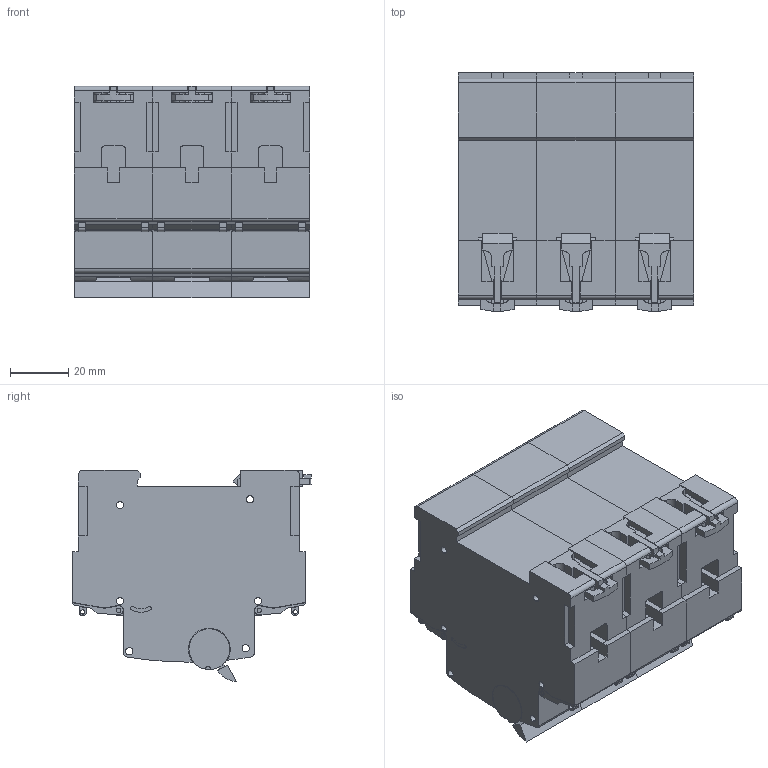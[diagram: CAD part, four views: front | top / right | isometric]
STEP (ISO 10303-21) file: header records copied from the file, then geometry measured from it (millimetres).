
FILE_DESCRIPTION (( 'STEP AP203' ), '1' );
FILE_NAME ('臍 47-100 3P EKF PROxima.STEP', '2016-11-11T13:19:49', ( '' ), ( '' ), 'SwSTEP 2.0', 'SolidWorks 2014', '' );
FILE_SCHEMA (( 'CONFIG_CONTROL_DESIGN' ));
Length unit declared in the file: millimetre
Products named in the file (4): 櫻蠉錪1; 臍 47-100 3P EKF PROxima; 臍 47-100 EKF PROxima; 櫻蠉錪2
Assembly tree (9 placements, depth 2):
  臍 47-100 3P EKF PROxima
    臍 47-100 EKF PROxima  x3
    櫻蠉錪2  x3
    櫻蠉錪1  x3
Bounding box: 81 x 82.1 x 72.7 mm (x, y, z)
Volume: 342085.7 mm3; surface area: 65379.6 mm2
Topology: 21 solids, 21 shells, 948 faces, 2607 edges, 1722 vertices
Faces by surface type: plane 639, cylinder 309
Entity records: 10675 total; most frequent: CARTESIAN_POINT 1771, DIRECTION 1757, ORIENTED_EDGE 1738, EDGE_CURVE 869, VECTOR 637, LINE 637, VERTEX_POINT 574, AXIS2_PLACEMENT_3D 560
